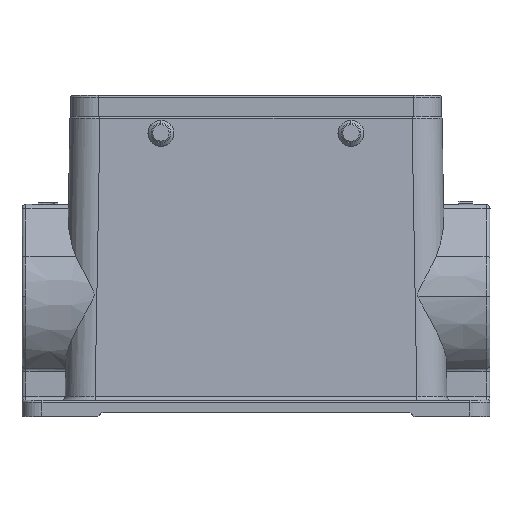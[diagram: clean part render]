
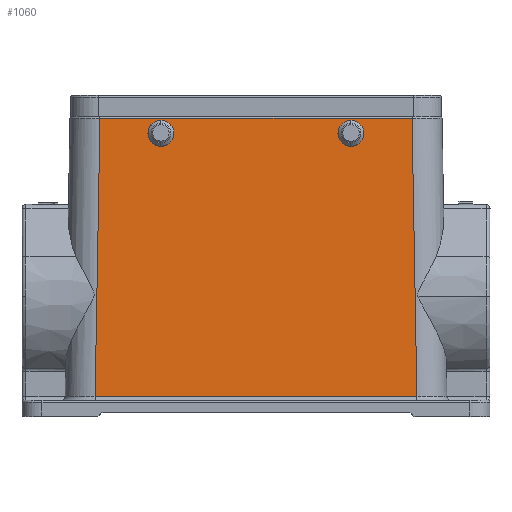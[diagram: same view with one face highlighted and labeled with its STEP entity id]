
A CAD part, top view. The second image highlights one B-rep face of the part: STEP entity #1060.
In plain terms, the highlighted planar face has unit normal (0, 0.018, 1).
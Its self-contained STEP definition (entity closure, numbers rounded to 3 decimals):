
#577=FACE_OUTER_BOUND('',#1974,.T.);
#1060=ADVANCED_FACE('NONE',(#577),#1375,.T.);
#1375=PLANE('',#7640);
#1974=EDGE_LOOP('',(#3414,#3415,#3416,#3417));
#3414=ORIENTED_EDGE('',*,*,#5857,.F.);
#3415=ORIENTED_EDGE('',*,*,#5747,.T.);
#3416=ORIENTED_EDGE('',*,*,#5858,.F.);
#3417=ORIENTED_EDGE('',*,*,#5859,.F.);
#4982=VERTEX_POINT('',#11492);
#4985=VERTEX_POINT('',#11500);
#5038=VERTEX_POINT('',#12577);
#5039=VERTEX_POINT('',#12579);
#5747=EDGE_CURVE('NONE',#4982,#4985,#6609,.T.);
#5857=EDGE_CURVE('NONE',#4982,#5038,#6651,.T.);
#5858=EDGE_CURVE('NONE',#5039,#4985,#6652,.T.);
#5859=EDGE_CURVE('NONE',#5038,#5039,#6653,.T.);
#6609=LINE('',#11501,#7045);
#6651=LINE('',#12576,#7087);
#6652=LINE('',#12578,#7088);
#6653=LINE('',#12580,#7089);
#7045=VECTOR('',#8725,1.);
#7087=VECTOR('',#8909,1.);
#7088=VECTOR('',#8910,1.);
#7089=VECTOR('',#8911,1.);
#7640=AXIS2_PLACEMENT_3D('',#12581,#8912,#8913);
#8725=DIRECTION('',(1.,0.,0.));
#8909=DIRECTION('',(0.017,1.,-0.017));
#8910=DIRECTION('',(0.017,-1.,0.017));
#8911=DIRECTION('',(1.,0.,0.));
#8912=DIRECTION('',(0.,0.017,1.));
#8913=DIRECTION('',(0.,-1.,0.017));
#11492=CARTESIAN_POINT('',(-40.223,-19.017,22.722));
#11500=CARTESIAN_POINT('',(40.223,-19.017,22.722));
#11501=CARTESIAN_POINT('',(-49.298,-19.017,22.722));
#12576=CARTESIAN_POINT('',(-38.997,51.236,21.496));
#12577=CARTESIAN_POINT('',(-39.01,50.509,21.509));
#12578=CARTESIAN_POINT('',(38.997,51.236,21.496));
#12579=CARTESIAN_POINT('',(39.01,50.509,21.509));
#12580=CARTESIAN_POINT('',(-40.458,50.509,21.509));
#12581=CARTESIAN_POINT('',(-49.298,51.,21.5));
